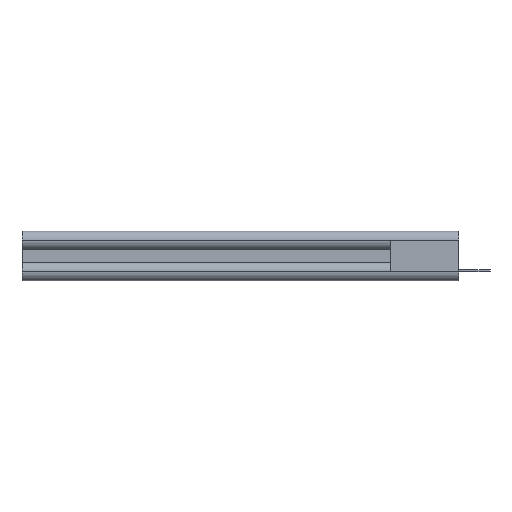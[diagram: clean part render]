
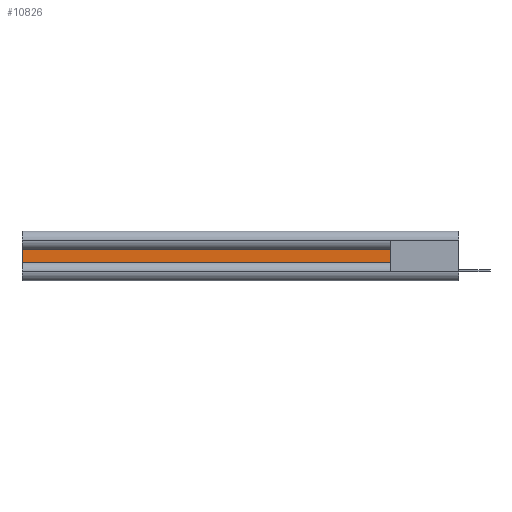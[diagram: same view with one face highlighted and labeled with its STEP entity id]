
A CAD part, left-side view. The second image highlights one B-rep face of the part: STEP entity #10826.
In plain terms, the highlighted planar face has unit normal (-1, 0, 0).
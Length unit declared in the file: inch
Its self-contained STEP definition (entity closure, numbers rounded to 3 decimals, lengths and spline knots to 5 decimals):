
#110 = FACE_OUTER_BOUND ( 'NONE', #16182, .T. ) ;
#446 = LINE ( 'NONE', #16523, #17721 ) ;
#832 = CARTESIAN_POINT ( 'NONE',  ( 0.044, 0.473, -0.0465 ) ) ;
#1939 = LINE ( 'NONE', #12567, #5976 ) ;
#1960 = LINE ( 'NONE', #5272, #10600 ) ;
#2039 = CARTESIAN_POINT ( 'NONE',  ( 0.044, 0.37012, -0.0465 ) ) ;
#2123 = ORIENTED_EDGE ( 'NONE', *, *, #20148, .T. ) ;
#2188 = DIRECTION ( 'NONE',  ( 0., 0., -1. ) ) ;
#2980 = VERTEX_POINT ( 'NONE', #19651 ) ;
#3665 = ORIENTED_EDGE ( 'NONE', *, *, #21016, .F. ) ;
#3907 = LINE ( 'NONE', #10285, #12566 ) ;
#5272 = CARTESIAN_POINT ( 'NONE',  ( 0.044, 0.37012, 0.0465 ) ) ;
#5507 = PLANE ( 'NONE',  #9597 ) ;
#5976 = VECTOR ( 'NONE', #2188, 39.37008 ) ;
#6995 = DIRECTION ( 'NONE',  ( 0., 1., 0. ) ) ;
#7234 = DIRECTION ( 'NONE',  ( 1., 0., 0. ) ) ;
#9597 = AXIS2_PLACEMENT_3D ( 'NONE', #2039, #7234, #19285 ) ;
#10285 = CARTESIAN_POINT ( 'NONE',  ( 0.044, 0.37012, -0.0465 ) ) ;
#10345 = VERTEX_POINT ( 'NONE', #16263 ) ;
#10579 = ORIENTED_EDGE ( 'NONE', *, *, #22092, .F. ) ;
#10600 = VECTOR ( 'NONE', #6995, 39.37008 ) ;
#10826 = ADVANCED_FACE ( 'NONE', ( #110 ), #5507, .F. ) ;
#12058 = DIRECTION ( 'NONE',  ( 0., 1., 0. ) ) ;
#12566 = VECTOR ( 'NONE', #12058, 39.37008 ) ;
#12567 = CARTESIAN_POINT ( 'NONE',  ( 0.044, 0.473, -0.0465 ) ) ;
#13676 = CARTESIAN_POINT ( 'NONE',  ( 0.044, 3., -0.0465 ) ) ;
#15675 = VERTEX_POINT ( 'NONE', #13676 ) ;
#16182 = EDGE_LOOP ( 'NONE', ( #19939, #2123, #3665, #10579 ) ) ;
#16263 = CARTESIAN_POINT ( 'NONE',  ( 0.044, 3., 0.0465 ) ) ;
#16523 = CARTESIAN_POINT ( 'NONE',  ( 0.044, 3., -0.0465 ) ) ;
#16559 = VERTEX_POINT ( 'NONE', #832 ) ;
#17721 = VECTOR ( 'NONE', #21599, 39.37008 ) ;
#19285 = DIRECTION ( 'NONE',  ( 0., 0., -1. ) ) ;
#19651 = CARTESIAN_POINT ( 'NONE',  ( 0.044, 0.473, 0.0465 ) ) ;
#19939 = ORIENTED_EDGE ( 'NONE', *, *, #21676, .T. ) ;
#20148 = EDGE_CURVE ( 'NONE', #10345, #15675, #446, .T. ) ;
#21016 = EDGE_CURVE ( 'NONE', #16559, #15675, #3907, .T. ) ;
#21599 = DIRECTION ( 'NONE',  ( 0., 0., -1. ) ) ;
#21676 = EDGE_CURVE ( 'NONE', #2980, #10345, #1960, .T. ) ;
#22092 = EDGE_CURVE ( 'NONE', #2980, #16559, #1939, .T. ) ;
